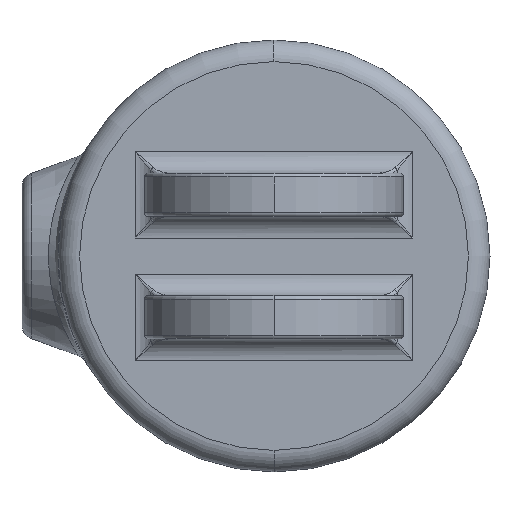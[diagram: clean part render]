
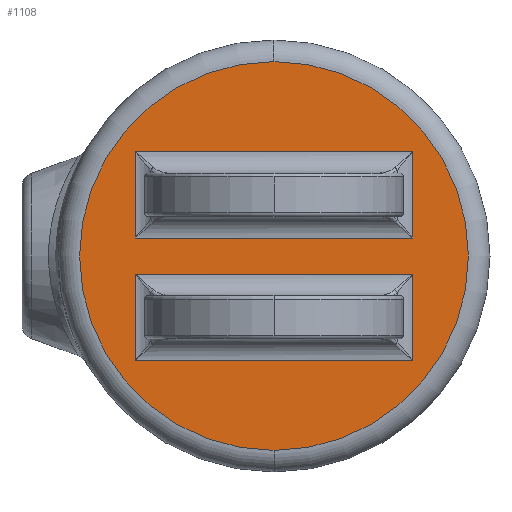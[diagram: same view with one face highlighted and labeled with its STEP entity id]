
A CAD part, left-side view. The second image highlights one B-rep face of the part: STEP entity #1108.
In plain terms, the highlighted planar face has unit normal (-1, 0, 0).
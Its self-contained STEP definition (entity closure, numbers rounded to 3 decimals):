
#29 = CARTESIAN_POINT ( 'NONE',  ( 0., 19.303, 11.5 ) ) ;
#60 = ORIENTED_EDGE ( 'NONE', *, *, #407, .T. ) ;
#84 = CARTESIAN_POINT ( 'NONE',  ( 0., 0., 14.5 ) ) ;
#87 = CIRCLE ( 'NONE', #3004, 27. ) ;
#122 = CARTESIAN_POINT ( 'NONE',  ( 0., 0., -27. ) ) ;
#196 = CARTESIAN_POINT ( 'NONE',  ( 0., 0., 0. ) ) ;
#213 = ORIENTED_EDGE ( 'NONE', *, *, #3182, .T. ) ;
#269 = AXIS2_PLACEMENT_3D ( 'NONE', #196, #2623, #1259 ) ;
#380 = EDGE_CURVE ( 'NONE', #1337, #2438, #87, .T. ) ;
#384 = VERTEX_POINT ( 'NONE', #2198 ) ;
#407 = EDGE_CURVE ( 'NONE', #3130, #384, #3363, .T. ) ;
#435 = VECTOR ( 'NONE', #2436, 1000. ) ;
#539 = ORIENTED_EDGE ( 'NONE', *, *, #380, .T. ) ;
#572 = DIRECTION ( 'NONE',  ( 0., -1., 0. ) ) ;
#583 = ORIENTED_EDGE ( 'NONE', *, *, #2710, .T. ) ;
#640 = CARTESIAN_POINT ( 'NONE',  ( 0., 19.303, -5.5 ) ) ;
#673 = VECTOR ( 'NONE', #1034, 1000. ) ;
#776 = LINE ( 'NONE', #640, #2325 ) ;
#785 = EDGE_LOOP ( 'NONE', ( #1997, #2680, #213, #1488 ) ) ;
#843 = VERTEX_POINT ( 'NONE', #1016 ) ;
#874 = VERTEX_POINT ( 'NONE', #1846 ) ;
#930 = FACE_BOUND ( 'NONE', #785, .T. ) ;
#1016 = CARTESIAN_POINT ( 'NONE',  ( 0., 19.303, 2.5 ) ) ;
#1034 = DIRECTION ( 'NONE',  ( 0., 1., 0. ) ) ;
#1051 = CARTESIAN_POINT ( 'NONE',  ( 0., -19.303, 5.5 ) ) ;
#1090 = CARTESIAN_POINT ( 'NONE',  ( 0., 0., 0. ) ) ;
#1108 = ADVANCED_FACE ( 'NONE', ( #1961, #3021, #930 ), #1248, .F. ) ;
#1127 = EDGE_CURVE ( 'NONE', #384, #2520, #2176, .T. ) ;
#1197 = VECTOR ( 'NONE', #2955, 1000. ) ;
#1217 = EDGE_LOOP ( 'NONE', ( #539, #3243 ) ) ;
#1248 = PLANE ( 'NONE',  #269 ) ;
#1250 = EDGE_CURVE ( 'NONE', #2416, #1930, #2085, .T. ) ;
#1259 = DIRECTION ( 'NONE',  ( 0., 0., -1. ) ) ;
#1262 = CARTESIAN_POINT ( 'NONE',  ( 0., -19.303, -2.5 ) ) ;
#1316 = VERTEX_POINT ( 'NONE', #2539 ) ;
#1329 = VECTOR ( 'NONE', #1403, 1000. ) ;
#1337 = VERTEX_POINT ( 'NONE', #122 ) ;
#1403 = DIRECTION ( 'NONE',  ( 0., 0., 1. ) ) ;
#1488 = ORIENTED_EDGE ( 'NONE', *, *, #3024, .T. ) ;
#1501 = LINE ( 'NONE', #2413, #435 ) ;
#1543 = ORIENTED_EDGE ( 'NONE', *, *, #2125, .T. ) ;
#1596 = DIRECTION ( 'NONE',  ( 0., 0., -1. ) ) ;
#1704 = CARTESIAN_POINT ( 'NONE',  ( 0., 0., 0. ) ) ;
#1725 = DIRECTION ( 'NONE',  ( 0., 0., -1. ) ) ;
#1846 = CARTESIAN_POINT ( 'NONE',  ( 0., 19.303, -2.5 ) ) ;
#1876 = DIRECTION ( 'NONE',  ( -1., 0., 0. ) ) ;
#1891 = CIRCLE ( 'NONE', #2090, 27. ) ;
#1905 = DIRECTION ( 'NONE',  ( 0., 0., -1. ) ) ;
#1930 = VERTEX_POINT ( 'NONE', #3424 ) ;
#1933 = VECTOR ( 'NONE', #3499, 1000. ) ;
#1961 = FACE_OUTER_BOUND ( 'NONE', #1217, .T. ) ;
#1997 = ORIENTED_EDGE ( 'NONE', *, *, #3039, .T. ) ;
#2008 = ORIENTED_EDGE ( 'NONE', *, *, #1127, .T. ) ;
#2062 = LINE ( 'NONE', #29, #1329 ) ;
#2085 = LINE ( 'NONE', #1051, #2132 ) ;
#2090 = AXIS2_PLACEMENT_3D ( 'NONE', #1704, #2519, #1725 ) ;
#2125 = EDGE_CURVE ( 'NONE', #2520, #874, #776, .T. ) ;
#2132 = VECTOR ( 'NONE', #1596, 1000. ) ;
#2149 = CARTESIAN_POINT ( 'NONE',  ( 0., -19.303, 14.5 ) ) ;
#2176 = LINE ( 'NONE', #2632, #673 ) ;
#2198 = CARTESIAN_POINT ( 'NONE',  ( 0., -19.303, -14.5 ) ) ;
#2325 = VECTOR ( 'NONE', #3409, 1000. ) ;
#2413 = CARTESIAN_POINT ( 'NONE',  ( 0., -18., -2.5 ) ) ;
#2416 = VERTEX_POINT ( 'NONE', #2149 ) ;
#2436 = DIRECTION ( 'NONE',  ( 0., -1., 0. ) ) ;
#2438 = VERTEX_POINT ( 'NONE', #3008 ) ;
#2519 = DIRECTION ( 'NONE',  ( -1., 0., 0. ) ) ;
#2520 = VERTEX_POINT ( 'NONE', #3324 ) ;
#2536 = VECTOR ( 'NONE', #572, 1000. ) ;
#2539 = CARTESIAN_POINT ( 'NONE',  ( 0., 19.303, 14.5 ) ) ;
#2623 = DIRECTION ( 'NONE',  ( 1., 0., 0. ) ) ;
#2632 = CARTESIAN_POINT ( 'NONE',  ( 0., 18., -14.5 ) ) ;
#2656 = LINE ( 'NONE', #3167, #1933 ) ;
#2680 = ORIENTED_EDGE ( 'NONE', *, *, #1250, .T. ) ;
#2710 = EDGE_CURVE ( 'NONE', #874, #3130, #1501, .T. ) ;
#2734 = EDGE_LOOP ( 'NONE', ( #2008, #1543, #583, #60 ) ) ;
#2955 = DIRECTION ( 'NONE',  ( 0., 0., -1. ) ) ;
#3004 = AXIS2_PLACEMENT_3D ( 'NONE', #1090, #1876, #1905 ) ;
#3008 = CARTESIAN_POINT ( 'NONE',  ( 0., 0., 27. ) ) ;
#3021 = FACE_BOUND ( 'NONE', #2734, .T. ) ;
#3024 = EDGE_CURVE ( 'NONE', #843, #1316, #2062, .T. ) ;
#3039 = EDGE_CURVE ( 'NONE', #1316, #2416, #3421, .T. ) ;
#3130 = VERTEX_POINT ( 'NONE', #1262 ) ;
#3167 = CARTESIAN_POINT ( 'NONE',  ( 0., 18., 2.5 ) ) ;
#3182 = EDGE_CURVE ( 'NONE', #1930, #843, #2656, .T. ) ;
#3243 = ORIENTED_EDGE ( 'NONE', *, *, #3398, .T. ) ;
#3324 = CARTESIAN_POINT ( 'NONE',  ( 0., 19.303, -14.5 ) ) ;
#3363 = LINE ( 'NONE', #3486, #1197 ) ;
#3398 = EDGE_CURVE ( 'NONE', #2438, #1337, #1891, .T. ) ;
#3409 = DIRECTION ( 'NONE',  ( 0., 0., 1. ) ) ;
#3421 = LINE ( 'NONE', #84, #2536 ) ;
#3424 = CARTESIAN_POINT ( 'NONE',  ( 0., -19.303, 2.5 ) ) ;
#3486 = CARTESIAN_POINT ( 'NONE',  ( 0., -19.303, -11.5 ) ) ;
#3499 = DIRECTION ( 'NONE',  ( 0., 1., 0. ) ) ;
